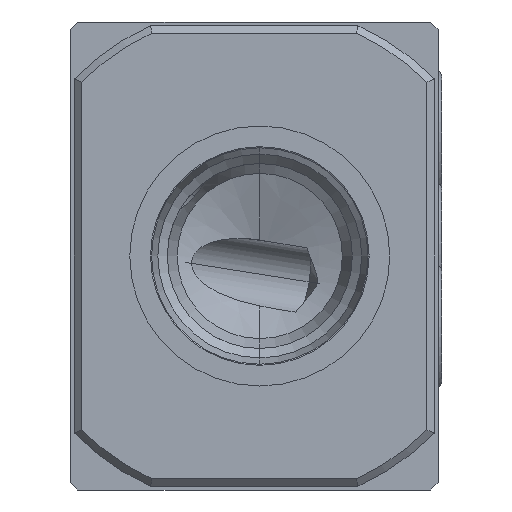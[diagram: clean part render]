
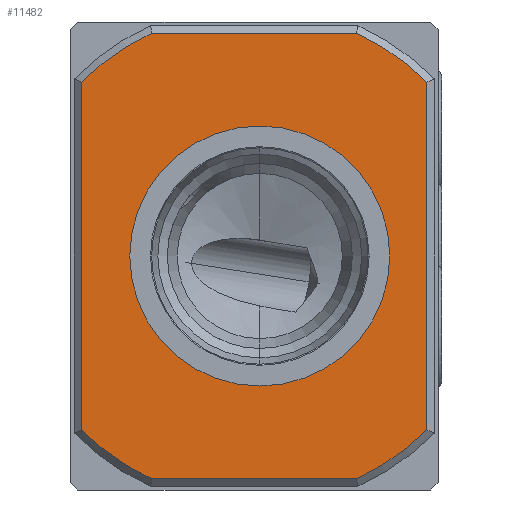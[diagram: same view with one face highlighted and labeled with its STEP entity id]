
A CAD part, left-side view. The second image highlights one B-rep face of the part: STEP entity #11482.
In plain terms, the highlighted planar face has unit normal (-1, 0, 0).
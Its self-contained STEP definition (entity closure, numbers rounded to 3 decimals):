
#187 = EDGE_CURVE ( 'NONE', #5443, #3910, #12640, .T. ) ;
#478 = VECTOR ( 'NONE', #1152, 1000. ) ;
#651 = DIRECTION ( 'NONE',  ( -1., 0., 0. ) ) ;
#767 = ORIENTED_EDGE ( 'NONE', *, *, #14915, .T. ) ;
#845 = CARTESIAN_POINT ( 'NONE',  ( -68.1, -0.75, 0. ) ) ;
#853 = ORIENTED_EDGE ( 'NONE', *, *, #5020, .T. ) ;
#930 = CARTESIAN_POINT ( 'NONE',  ( -68.1, -0.75, 0. ) ) ;
#1152 = DIRECTION ( 'NONE',  ( 0., 0., 1. ) ) ;
#1446 = LINE ( 'NONE', #6516, #8459 ) ;
#1705 = CIRCLE ( 'NONE', #15186, 33. ) ;
#1711 = CARTESIAN_POINT ( 'NONE',  ( -68.1, 13.748, -30. ) ) ;
#1779 = EDGE_LOOP ( 'NONE', ( #3699, #10110 ) ) ;
#1817 = LINE ( 'NONE', #10945, #478 ) ;
#2444 = EDGE_CURVE ( 'NONE', #15872, #16035, #14834, .T. ) ;
#2508 = DIRECTION ( 'NONE',  ( 0., 0., -1. ) ) ;
#2886 = DIRECTION ( 'NONE',  ( -1., 0., 0. ) ) ;
#3685 = LINE ( 'NONE', #15090, #12283 ) ;
#3699 = ORIENTED_EDGE ( 'NONE', *, *, #12734, .T. ) ;
#3703 = CARTESIAN_POINT ( 'NONE',  ( -68.1, -0.75, 17.5 ) ) ;
#3799 = DIRECTION ( 'NONE',  ( 0., -1., 0. ) ) ;
#3910 = VERTEX_POINT ( 'NONE', #7334 ) ;
#4460 = CIRCLE ( 'NONE', #7860, 33. ) ;
#4707 = DIRECTION ( 'NONE',  ( -1., 0., 0. ) ) ;
#5020 = EDGE_CURVE ( 'NONE', #16350, #7242, #1817, .T. ) ;
#5427 = CARTESIAN_POINT ( 'NONE',  ( -68.1, -13.748, 30. ) ) ;
#5443 = VERTEX_POINT ( 'NONE', #17739 ) ;
#6224 = LINE ( 'NONE', #8343, #13758 ) ;
#6228 = DIRECTION ( 'NONE',  ( 0., 0., 1. ) ) ;
#6297 = ORIENTED_EDGE ( 'NONE', *, *, #8930, .T. ) ;
#6305 = EDGE_CURVE ( 'NONE', #6621, #16350, #1705, .T. ) ;
#6516 = CARTESIAN_POINT ( 'NONE',  ( -68.1, 24.25, -30. ) ) ;
#6621 = VERTEX_POINT ( 'NONE', #15843 ) ;
#6623 = AXIS2_PLACEMENT_3D ( 'NONE', #930, #10890, #14986 ) ;
#7014 = ORIENTED_EDGE ( 'NONE', *, *, #187, .T. ) ;
#7242 = VERTEX_POINT ( 'NONE', #9692 ) ;
#7281 = CIRCLE ( 'NONE', #15230, 33. ) ;
#7334 = CARTESIAN_POINT ( 'NONE',  ( -68.1, 23.25, 23.419 ) ) ;
#7406 = CARTESIAN_POINT ( 'NONE',  ( -68.1, 24.25, 31. ) ) ;
#7518 = AXIS2_PLACEMENT_3D ( 'NONE', #7406, #11801, #10430 ) ;
#7672 = ORIENTED_EDGE ( 'NONE', *, *, #10230, .T. ) ;
#7819 = ORIENTED_EDGE ( 'NONE', *, *, #6305, .T. ) ;
#7860 = AXIS2_PLACEMENT_3D ( 'NONE', #15568, #2886, #12760 ) ;
#7898 = DIRECTION ( 'NONE',  ( 1., 0., 0. ) ) ;
#8129 = CARTESIAN_POINT ( 'NONE',  ( -68.1, -23.25, -23.419 ) ) ;
#8343 = CARTESIAN_POINT ( 'NONE',  ( -68.1, 24.25, 30. ) ) ;
#8459 = VECTOR ( 'NONE', #3799, 1000. ) ;
#8557 = ORIENTED_EDGE ( 'NONE', *, *, #11410, .T. ) ;
#8650 = EDGE_CURVE ( 'NONE', #7242, #16320, #4460, .T. ) ;
#8930 = EDGE_CURVE ( 'NONE', #11370, #6621, #1446, .T. ) ;
#9133 = DIRECTION ( 'NONE',  ( 0., 0., -1. ) ) ;
#9487 = DIRECTION ( 'NONE',  ( -1., 0., 0. ) ) ;
#9692 = CARTESIAN_POINT ( 'NONE',  ( -68.1, -23.25, 23.419 ) ) ;
#10110 = ORIENTED_EDGE ( 'NONE', *, *, #2444, .T. ) ;
#10230 = EDGE_CURVE ( 'NONE', #16320, #5443, #6224, .T. ) ;
#10373 = PLANE ( 'NONE',  #7518 ) ;
#10430 = DIRECTION ( 'NONE',  ( 0., 0., -1. ) ) ;
#10498 = CARTESIAN_POINT ( 'NONE',  ( -68.1, 23.25, -23.419 ) ) ;
#10565 = VERTEX_POINT ( 'NONE', #10498 ) ;
#10890 = DIRECTION ( 'NONE',  ( 1., 0., 0. ) ) ;
#10945 = CARTESIAN_POINT ( 'NONE',  ( -68.1, -23.25, 31. ) ) ;
#10965 = ORIENTED_EDGE ( 'NONE', *, *, #8650, .T. ) ;
#11370 = VERTEX_POINT ( 'NONE', #1711 ) ;
#11410 = EDGE_CURVE ( 'NONE', #10565, #11370, #7281, .T. ) ;
#11482 = ADVANCED_FACE ( 'NONE', ( #17641, #15895 ), #10373, .T. ) ;
#11575 = AXIS2_PLACEMENT_3D ( 'NONE', #845, #7898, #9133 ) ;
#11801 = DIRECTION ( 'NONE',  ( -1., 0., 0. ) ) ;
#12283 = VECTOR ( 'NONE', #2508, 1000. ) ;
#12640 = CIRCLE ( 'NONE', #15901, 33. ) ;
#12734 = EDGE_CURVE ( 'NONE', #16035, #15872, #13473, .T. ) ;
#12760 = DIRECTION ( 'NONE',  ( 0., 0., 1. ) ) ;
#13159 = CARTESIAN_POINT ( 'NONE',  ( -68.1, 0., 0. ) ) ;
#13473 = CIRCLE ( 'NONE', #11575, 17.5 ) ;
#13625 = CARTESIAN_POINT ( 'NONE',  ( -68.1, -0.75, -17.5 ) ) ;
#13758 = VECTOR ( 'NONE', #14105, 1000. ) ;
#14105 = DIRECTION ( 'NONE',  ( 0., 1., 0. ) ) ;
#14834 = CIRCLE ( 'NONE', #6623, 17.5 ) ;
#14915 = EDGE_CURVE ( 'NONE', #3910, #10565, #3685, .T. ) ;
#14986 = DIRECTION ( 'NONE',  ( 0., 0., -1. ) ) ;
#15090 = CARTESIAN_POINT ( 'NONE',  ( -68.1, 23.25, 31. ) ) ;
#15186 = AXIS2_PLACEMENT_3D ( 'NONE', #17864, #9487, #17990 ) ;
#15230 = AXIS2_PLACEMENT_3D ( 'NONE', #17381, #4707, #17504 ) ;
#15568 = CARTESIAN_POINT ( 'NONE',  ( -68.1, 0., 0. ) ) ;
#15843 = CARTESIAN_POINT ( 'NONE',  ( -68.1, -13.748, -30. ) ) ;
#15872 = VERTEX_POINT ( 'NONE', #3703 ) ;
#15895 = FACE_BOUND ( 'NONE', #1779, .T. ) ;
#15901 = AXIS2_PLACEMENT_3D ( 'NONE', #13159, #651, #6228 ) ;
#16035 = VERTEX_POINT ( 'NONE', #13625 ) ;
#16320 = VERTEX_POINT ( 'NONE', #5427 ) ;
#16350 = VERTEX_POINT ( 'NONE', #8129 ) ;
#17130 = EDGE_LOOP ( 'NONE', ( #853, #10965, #7672, #7014, #767, #8557, #6297, #7819 ) ) ;
#17381 = CARTESIAN_POINT ( 'NONE',  ( -68.1, 0., 0. ) ) ;
#17504 = DIRECTION ( 'NONE',  ( 0., 0., 1. ) ) ;
#17641 = FACE_OUTER_BOUND ( 'NONE', #17130, .T. ) ;
#17739 = CARTESIAN_POINT ( 'NONE',  ( -68.1, 13.748, 30. ) ) ;
#17864 = CARTESIAN_POINT ( 'NONE',  ( -68.1, 0., 0. ) ) ;
#17990 = DIRECTION ( 'NONE',  ( 0., 0., 1. ) ) ;
